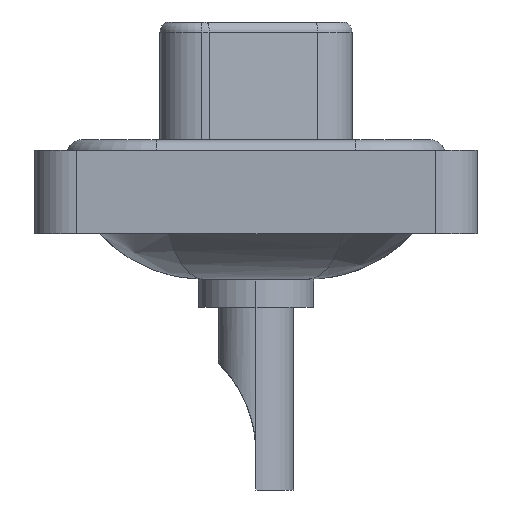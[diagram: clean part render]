
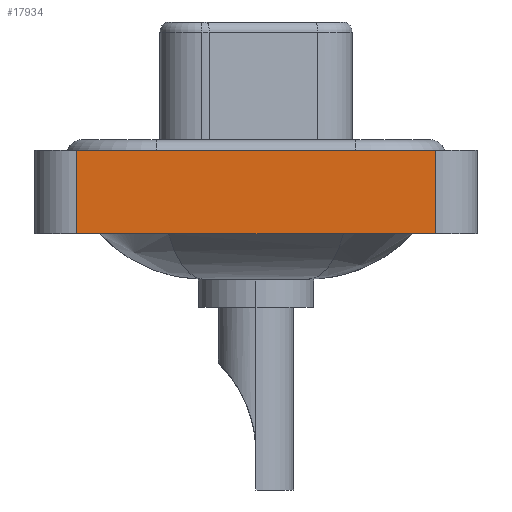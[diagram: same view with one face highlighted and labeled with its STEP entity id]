
A CAD part, left-side view. The second image highlights one B-rep face of the part: STEP entity #17934.
In plain terms, the highlighted planar face has unit normal (-1, 0, 0).
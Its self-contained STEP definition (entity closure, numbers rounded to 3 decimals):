
#280 = LINE ( 'NONE', #12667, #4355 ) ;
#507 = VECTOR ( 'NONE', #4158, 1000. ) ;
#1167 = LINE ( 'NONE', #14345, #19431 ) ;
#1412 = VECTOR ( 'NONE', #13056, 1000. ) ;
#1427 = EDGE_LOOP ( 'NONE', ( #16469, #12559, #4164, #7520 ) ) ;
#1804 = EDGE_CURVE ( 'NONE', #4131, #14241, #5725, .T. ) ;
#2183 = FACE_OUTER_BOUND ( 'NONE', #1427, .T. ) ;
#2190 = VERTEX_POINT ( 'NONE', #9364 ) ;
#2877 = LINE ( 'NONE', #5962, #507 ) ;
#3735 = AXIS2_PLACEMENT_3D ( 'NONE', #8239, #11298, #19038 ) ;
#4131 = VERTEX_POINT ( 'NONE', #11512 ) ;
#4158 = DIRECTION ( 'NONE',  ( 0., -1., 0. ) ) ;
#4164 = ORIENTED_EDGE ( 'NONE', *, *, #1804, .F. ) ;
#4355 = VECTOR ( 'NONE', #14248, 1000. ) ;
#5347 = PLANE ( 'NONE',  #3735 ) ;
#5725 = LINE ( 'NONE', #18910, #1412 ) ;
#5962 = CARTESIAN_POINT ( 'NONE',  ( -7.3, -8.55, -3.6 ) ) ;
#6368 = CARTESIAN_POINT ( 'NONE',  ( -7.3, -8.55, -3.6 ) ) ;
#7520 = ORIENTED_EDGE ( 'NONE', *, *, #17238, .T. ) ;
#8239 = CARTESIAN_POINT ( 'NONE',  ( -7.3, -8.55, -3.6 ) ) ;
#9364 = CARTESIAN_POINT ( 'NONE',  ( -7.3, -8.55, 0.4 ) ) ;
#11298 = DIRECTION ( 'NONE',  ( -1., 0., 0. ) ) ;
#11512 = CARTESIAN_POINT ( 'NONE',  ( -7.3, 8.55, -3.6 ) ) ;
#11755 = CARTESIAN_POINT ( 'NONE',  ( -7.3, 8.55, 0.4 ) ) ;
#11781 = EDGE_CURVE ( 'NONE', #14241, #2190, #280, .T. ) ;
#12559 = ORIENTED_EDGE ( 'NONE', *, *, #11781, .F. ) ;
#12667 = CARTESIAN_POINT ( 'NONE',  ( -7.3, -8.55, 0.4 ) ) ;
#13056 = DIRECTION ( 'NONE',  ( 0., 0., 1. ) ) ;
#13911 = VERTEX_POINT ( 'NONE', #6368 ) ;
#14056 = EDGE_CURVE ( 'NONE', #13911, #2190, #1167, .T. ) ;
#14241 = VERTEX_POINT ( 'NONE', #11755 ) ;
#14248 = DIRECTION ( 'NONE',  ( 0., -1., 0. ) ) ;
#14345 = CARTESIAN_POINT ( 'NONE',  ( -7.3, -8.55, -3.6 ) ) ;
#16143 = DIRECTION ( 'NONE',  ( 0., 0., 1. ) ) ;
#16469 = ORIENTED_EDGE ( 'NONE', *, *, #14056, .T. ) ;
#17238 = EDGE_CURVE ( 'NONE', #4131, #13911, #2877, .T. ) ;
#17934 = ADVANCED_FACE ( 'NONE', ( #2183 ), #5347, .T. ) ;
#18910 = CARTESIAN_POINT ( 'NONE',  ( -7.3, 8.55, -3.6 ) ) ;
#19038 = DIRECTION ( 'NONE',  ( 0., 0., 1. ) ) ;
#19431 = VECTOR ( 'NONE', #16143, 1000. ) ;
